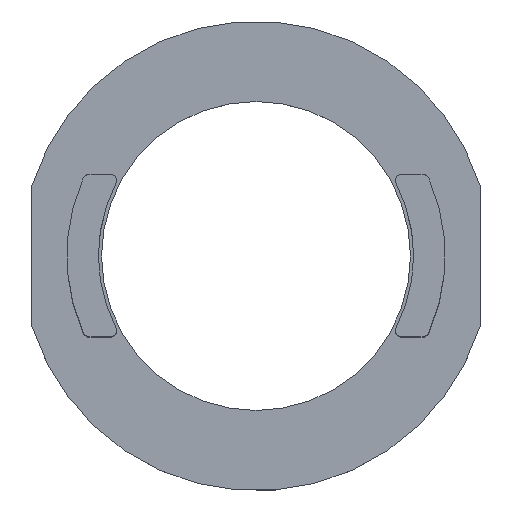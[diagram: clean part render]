
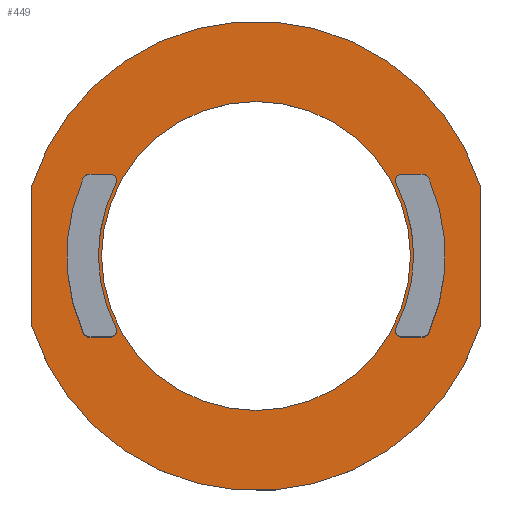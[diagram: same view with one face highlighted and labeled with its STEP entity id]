
A CAD part, top view. The second image highlights one B-rep face of the part: STEP entity #449.
In plain terms, the highlighted planar face has unit normal (0, 0, 1).
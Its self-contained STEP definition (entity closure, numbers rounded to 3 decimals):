
#31=FACE_BOUND('',#115,.T.);
#32=FACE_BOUND('',#116,.T.);
#33=FACE_BOUND('',#117,.T.);
#37=CIRCLE('',#471,7.6);
#38=CIRCLE('',#473,7.6);
#40=CIRCLE('',#476,0.2);
#42=CIRCLE('',#479,6.125);
#47=CIRCLE('',#486,0.2);
#48=CIRCLE('',#489,0.2);
#49=CIRCLE('',#491,5.1);
#50=CIRCLE('',#493,0.2);
#52=CIRCLE('',#496,0.2);
#58=CIRCLE('',#504,6.125);
#59=CIRCLE('',#506,0.2);
#60=CIRCLE('',#508,0.2);
#61=CIRCLE('',#510,5.1);
#62=CIRCLE('',#512,0.2);
#63=CIRCLE('',#517,5.);
#88=FACE_OUTER_BOUND('',#114,.T.);
#114=EDGE_LOOP('',(#394,#395,#396,#397));
#115=EDGE_LOOP('',(#398,#399,#400,#401,#402,#403,#404,#405));
#116=EDGE_LOOP('',(#406,#407,#408,#409,#410,#411,#412,#413));
#117=EDGE_LOOP('',(#414));
#118=LINE('',#668,#151);
#122=LINE('',#677,#155);
#133=LINE('',#726,#166);
#147=LINE('',#785,#180);
#148=LINE('',#787,#181);
#149=LINE('',#789,#182);
#151=VECTOR('',#523,10.);
#155=VECTOR('',#529,10.);
#166=VECTOR('',#584,10.);
#180=VECTOR('',#650,10.);
#181=VECTOR('',#653,10.);
#182=VECTOR('',#656,10.);
#184=VERTEX_POINT('',#666);
#185=VERTEX_POINT('',#667);
#188=VERTEX_POINT('',#675);
#189=VERTEX_POINT('',#676);
#195=VERTEX_POINT('',#696);
#196=VERTEX_POINT('',#698);
#198=VERTEX_POINT('',#704);
#204=VERTEX_POINT('',#720);
#205=VERTEX_POINT('',#724);
#206=VERTEX_POINT('',#728);
#207=VERTEX_POINT('',#732);
#208=VERTEX_POINT('',#736);
#211=VERTEX_POINT('',#743);
#212=VERTEX_POINT('',#745);
#219=VERTEX_POINT('',#763);
#220=VERTEX_POINT('',#767);
#221=VERTEX_POINT('',#771);
#222=VERTEX_POINT('',#773);
#223=VERTEX_POINT('',#777);
#224=VERTEX_POINT('',#781);
#225=VERTEX_POINT('',#791);
#226=EDGE_CURVE('',#184,#185,#118,.T.);
#230=EDGE_CURVE('',#188,#189,#122,.T.);
#237=EDGE_CURVE('',#189,#184,#37,.T.);
#238=EDGE_CURVE('',#185,#188,#38,.T.);
#241=EDGE_CURVE('',#195,#196,#40,.F.);
#245=EDGE_CURVE('',#195,#198,#42,.T.);
#253=EDGE_CURVE('',#204,#198,#47,.F.);
#255=EDGE_CURVE('',#204,#205,#133,.T.);
#257=EDGE_CURVE('',#206,#205,#48,.F.);
#259=EDGE_CURVE('',#206,#207,#49,.T.);
#261=EDGE_CURVE('',#208,#207,#50,.F.);
#264=EDGE_CURVE('',#211,#212,#52,.F.);
#273=EDGE_CURVE('',#219,#212,#58,.T.);
#275=EDGE_CURVE('',#219,#220,#59,.F.);
#278=EDGE_CURVE('',#221,#222,#60,.F.);
#280=EDGE_CURVE('',#223,#222,#61,.T.);
#282=EDGE_CURVE('',#223,#224,#62,.F.);
#284=EDGE_CURVE('',#211,#224,#147,.T.);
#285=EDGE_CURVE('',#208,#196,#148,.T.);
#286=EDGE_CURVE('',#221,#220,#149,.T.);
#287=EDGE_CURVE('',#225,#225,#63,.T.);
#394=ORIENTED_EDGE('',*,*,#226,.T.);
#395=ORIENTED_EDGE('',*,*,#238,.T.);
#396=ORIENTED_EDGE('',*,*,#230,.T.);
#397=ORIENTED_EDGE('',*,*,#237,.T.);
#398=ORIENTED_EDGE('',*,*,#259,.T.);
#399=ORIENTED_EDGE('',*,*,#261,.F.);
#400=ORIENTED_EDGE('',*,*,#285,.T.);
#401=ORIENTED_EDGE('',*,*,#241,.F.);
#402=ORIENTED_EDGE('',*,*,#245,.T.);
#403=ORIENTED_EDGE('',*,*,#253,.F.);
#404=ORIENTED_EDGE('',*,*,#255,.T.);
#405=ORIENTED_EDGE('',*,*,#257,.F.);
#406=ORIENTED_EDGE('',*,*,#280,.T.);
#407=ORIENTED_EDGE('',*,*,#278,.F.);
#408=ORIENTED_EDGE('',*,*,#286,.T.);
#409=ORIENTED_EDGE('',*,*,#275,.F.);
#410=ORIENTED_EDGE('',*,*,#273,.T.);
#411=ORIENTED_EDGE('',*,*,#264,.F.);
#412=ORIENTED_EDGE('',*,*,#284,.T.);
#413=ORIENTED_EDGE('',*,*,#282,.F.);
#414=ORIENTED_EDGE('',*,*,#287,.T.);
#424=PLANE('',#518);
#449=ADVANCED_FACE('',(#88,#31,#32,#33),#424,.T.);
#471=AXIS2_PLACEMENT_3D('',#689,#543,#544);
#473=AXIS2_PLACEMENT_3D('',#691,#547,#548);
#476=AXIS2_PLACEMENT_3D('',#699,#554,#555);
#479=AXIS2_PLACEMENT_3D('',#706,#562,#563);
#486=AXIS2_PLACEMENT_3D('',#722,#579,#580);
#489=AXIS2_PLACEMENT_3D('',#730,#588,#589);
#491=AXIS2_PLACEMENT_3D('',#734,#593,#594);
#493=AXIS2_PLACEMENT_3D('',#738,#598,#599);
#496=AXIS2_PLACEMENT_3D('',#746,#605,#606);
#504=AXIS2_PLACEMENT_3D('',#764,#624,#625);
#506=AXIS2_PLACEMENT_3D('',#768,#629,#630);
#508=AXIS2_PLACEMENT_3D('',#774,#635,#636);
#510=AXIS2_PLACEMENT_3D('',#778,#640,#641);
#512=AXIS2_PLACEMENT_3D('',#782,#645,#646);
#517=AXIS2_PLACEMENT_3D('',#792,#659,#660);
#518=AXIS2_PLACEMENT_3D('',#794,#662,#663);
#523=DIRECTION('',(0.,1.,0.));
#529=DIRECTION('',(0.,-1.,0.));
#543=DIRECTION('center_axis',(0.,0.,1.));
#544=DIRECTION('ref_axis',(1.,0.,0.));
#547=DIRECTION('center_axis',(0.,0.,1.));
#548=DIRECTION('ref_axis',(1.,0.,0.));
#554=DIRECTION('center_axis',(0.,0.,-1.));
#555=DIRECTION('ref_axis',(-0.543,-0.839,0.));
#562=DIRECTION('center_axis',(0.,0.,-1.));
#563=DIRECTION('ref_axis',(-1.,0.,0.));
#579=DIRECTION('center_axis',(0.,0.,-1.));
#580=DIRECTION('ref_axis',(-0.543,0.839,0.));
#584=DIRECTION('',(1.,0.,0.));
#588=DIRECTION('center_axis',(0.,0.,-1.));
#589=DIRECTION('ref_axis',(0.854,0.521,0.));
#593=DIRECTION('center_axis',(0.,0.,1.));
#594=DIRECTION('ref_axis',(-1.,0.,0.));
#598=DIRECTION('center_axis',(0.,0.,-1.));
#599=DIRECTION('ref_axis',(0.854,-0.521,0.));
#605=DIRECTION('center_axis',(0.,0.,-1.));
#606=DIRECTION('ref_axis',(0.543,-0.839,0.));
#624=DIRECTION('center_axis',(0.,0.,-1.));
#625=DIRECTION('ref_axis',(-1.,0.,0.));
#629=DIRECTION('center_axis',(0.,0.,-1.));
#630=DIRECTION('ref_axis',(0.543,0.839,0.));
#635=DIRECTION('center_axis',(0.,0.,-1.));
#636=DIRECTION('ref_axis',(-0.854,0.521,0.));
#640=DIRECTION('center_axis',(0.,0.,1.));
#641=DIRECTION('ref_axis',(-1.,0.,0.));
#645=DIRECTION('center_axis',(0.,0.,-1.));
#646=DIRECTION('ref_axis',(-0.854,-0.521,0.));
#650=DIRECTION('',(-1.,0.,0.));
#653=DIRECTION('',(-1.,0.,0.));
#656=DIRECTION('',(1.,0.,0.));
#659=DIRECTION('center_axis',(0.,0.,-1.));
#660=DIRECTION('ref_axis',(1.,0.,0.));
#662=DIRECTION('center_axis',(0.,0.,1.));
#663=DIRECTION('ref_axis',(1.,0.,0.));
#666=CARTESIAN_POINT('',(7.25,-2.28,0.4));
#667=CARTESIAN_POINT('',(7.25,2.28,0.4));
#668=CARTESIAN_POINT('',(7.25,1.14,0.4));
#675=CARTESIAN_POINT('',(-7.25,2.28,0.4));
#676=CARTESIAN_POINT('',(-7.25,-2.28,0.4));
#677=CARTESIAN_POINT('',(-7.25,-1.14,0.4));
#689=CARTESIAN_POINT('Origin',(0.,0.,0.4));
#691=CARTESIAN_POINT('Origin',(0.,0.,0.4));
#696=CARTESIAN_POINT('',(-5.588,-2.507,0.4));
#698=CARTESIAN_POINT('',(-5.406,-2.625,0.4));
#699=CARTESIAN_POINT('Origin',(-5.406,-2.425,0.4));
#704=CARTESIAN_POINT('',(-5.588,2.507,0.4));
#706=CARTESIAN_POINT('Origin',(0.,0.,
0.4));
#720=CARTESIAN_POINT('',(-5.406,2.625,0.4));
#722=CARTESIAN_POINT('Origin',(-5.406,2.425,0.4));
#724=CARTESIAN_POINT('',(-4.713,2.625,0.4));
#726=CARTESIAN_POINT('',(-2.186,2.625,0.4));
#728=CARTESIAN_POINT('',(-4.535,2.333,0.4));
#730=CARTESIAN_POINT('Origin',(-4.713,2.425,0.4));
#732=CARTESIAN_POINT('',(-4.535,-2.333,0.4));
#734=CARTESIAN_POINT('Origin',(0.,0.,
0.4));
#736=CARTESIAN_POINT('',(-4.713,-2.625,0.4));
#738=CARTESIAN_POINT('Origin',(-4.713,-2.425,0.4));
#743=CARTESIAN_POINT('',(5.406,-2.625,0.4));
#745=CARTESIAN_POINT('',(5.588,-2.507,0.4));
#746=CARTESIAN_POINT('Origin',(5.406,-2.425,0.4));
#763=CARTESIAN_POINT('',(5.588,2.507,0.4));
#764=CARTESIAN_POINT('Origin',(0.,0.,
0.4));
#767=CARTESIAN_POINT('',(5.406,2.625,0.4));
#768=CARTESIAN_POINT('Origin',(5.406,2.425,0.4));
#771=CARTESIAN_POINT('',(4.713,2.625,0.4));
#773=CARTESIAN_POINT('',(4.535,2.333,0.4));
#774=CARTESIAN_POINT('Origin',(4.713,2.425,0.4));
#777=CARTESIAN_POINT('',(4.535,-2.333,0.4));
#778=CARTESIAN_POINT('Origin',(0.,0.,
0.4));
#781=CARTESIAN_POINT('',(4.713,-2.625,0.4));
#782=CARTESIAN_POINT('Origin',(4.713,-2.425,0.4));
#785=CARTESIAN_POINT('',(2.186,-2.625,0.4));
#787=CARTESIAN_POINT('',(-2.767,-2.625,0.4));
#789=CARTESIAN_POINT('',(2.767,2.625,0.4));
#791=CARTESIAN_POINT('',(-5.,0.,0.4));
#792=CARTESIAN_POINT('Origin',(0.,0.,0.4));
#794=CARTESIAN_POINT('Origin',(0.,0.,0.4));
